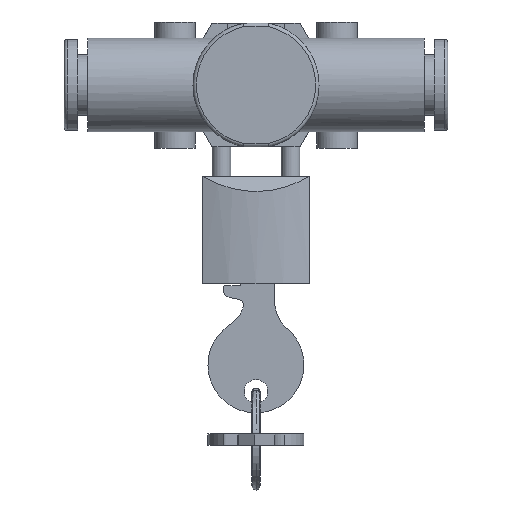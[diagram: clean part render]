
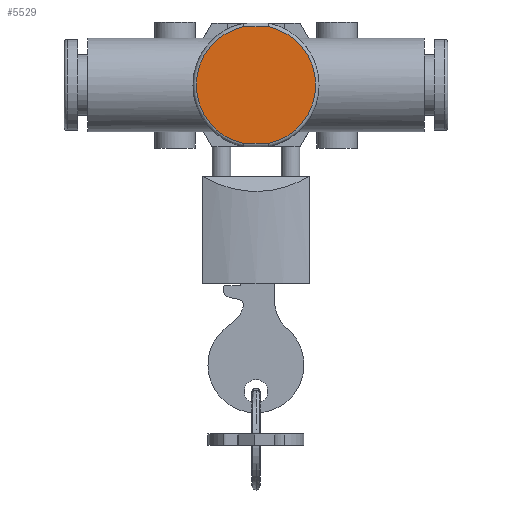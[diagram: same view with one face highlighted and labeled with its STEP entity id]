
A CAD part, front view. The second image highlights one B-rep face of the part: STEP entity #5529.
In plain terms, the highlighted planar face has unit normal (0, -1, 0).
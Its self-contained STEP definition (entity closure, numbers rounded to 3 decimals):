
#256 = VERTEX_POINT ( 'NONE', #1785 ) ;
#284 = EDGE_CURVE ( 'NONE', #256, #2200, #7179, .T. ) ;
#437 = CIRCLE ( 'NONE', #1969, 8.85 ) ;
#747 = DIRECTION ( 'NONE',  ( 0., -1., 0. ) ) ;
#1455 = CARTESIAN_POINT ( 'NONE',  ( 1.799, -8.625, 8.665 ) ) ;
#1665 = DIRECTION ( 'NONE',  ( -1., 0., 0. ) ) ;
#1785 = CARTESIAN_POINT ( 'NONE',  ( -1.799, -8.625, 8.665 ) ) ;
#1911 = DIRECTION ( 'NONE',  ( 0., -1., 0. ) ) ;
#1969 = AXIS2_PLACEMENT_3D ( 'NONE', #5628, #1911, #6258 ) ;
#1995 = FACE_OUTER_BOUND ( 'NONE', #7886, .T. ) ;
#2200 = VERTEX_POINT ( 'NONE', #3495 ) ;
#2231 = CARTESIAN_POINT ( 'NONE',  ( 0., -8.625, 0. ) ) ;
#2390 = VECTOR ( 'NONE', #6691, 1000. ) ;
#2490 = VECTOR ( 'NONE', #1665, 1000. ) ;
#2679 = LINE ( 'NONE', #7825, #2490 ) ;
#2862 = DIRECTION ( 'NONE',  ( 0., 0., 1. ) ) ;
#2923 = AXIS2_PLACEMENT_3D ( 'NONE', #2231, #6589, #2862 ) ;
#3276 = EDGE_CURVE ( 'NONE', #2200, #3300, #4033, .T. ) ;
#3300 = VERTEX_POINT ( 'NONE', #4833 ) ;
#3495 = CARTESIAN_POINT ( 'NONE',  ( -1.799, -8.625, -8.665 ) ) ;
#4033 = LINE ( 'NONE', #6662, #2390 ) ;
#4197 = EDGE_CURVE ( 'NONE', #3300, #7933, #437, .T. ) ;
#4438 = CARTESIAN_POINT ( 'NONE',  ( 0., -8.625, 0. ) ) ;
#4833 = CARTESIAN_POINT ( 'NONE',  ( 1.799, -8.625, -8.665 ) ) ;
#5056 = DIRECTION ( 'NONE',  ( 0., 0., 1. ) ) ;
#5149 = EDGE_CURVE ( 'NONE', #7933, #256, #2679, .T. ) ;
#5529 = ADVANCED_FACE ( 'NONE', ( #1995 ), #5973, .F. ) ;
#5535 = AXIS2_PLACEMENT_3D ( 'NONE', #4438, #747, #5056 ) ;
#5628 = CARTESIAN_POINT ( 'NONE',  ( 0., -8.625, 0. ) ) ;
#5753 = ORIENTED_EDGE ( 'NONE', *, *, #5149, .T. ) ;
#5973 = PLANE ( 'NONE',  #2923 ) ;
#6258 = DIRECTION ( 'NONE',  ( 0., 0., 1. ) ) ;
#6589 = DIRECTION ( 'NONE',  ( 0., 1., 0. ) ) ;
#6662 = CARTESIAN_POINT ( 'NONE',  ( 0., -8.625, -8.665 ) ) ;
#6691 = DIRECTION ( 'NONE',  ( 1., 0., 0. ) ) ;
#7177 = ORIENTED_EDGE ( 'NONE', *, *, #3276, .T. ) ;
#7179 = CIRCLE ( 'NONE', #5535, 8.85 ) ;
#7521 = ORIENTED_EDGE ( 'NONE', *, *, #284, .T. ) ;
#7735 = ORIENTED_EDGE ( 'NONE', *, *, #4197, .T. ) ;
#7825 = CARTESIAN_POINT ( 'NONE',  ( 0., -8.625, 8.665 ) ) ;
#7886 = EDGE_LOOP ( 'NONE', ( #7735, #5753, #7521, #7177 ) ) ;
#7933 = VERTEX_POINT ( 'NONE', #1455 ) ;
